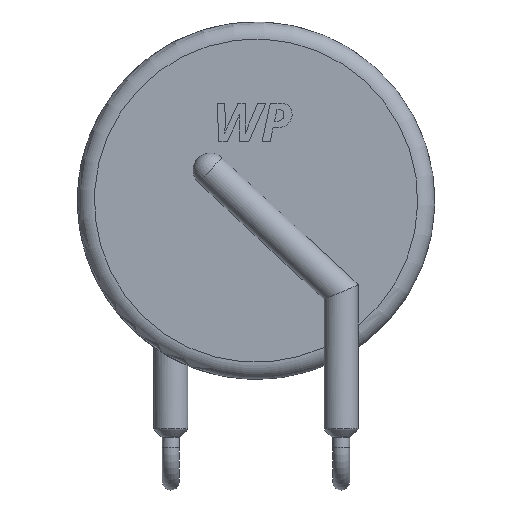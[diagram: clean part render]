
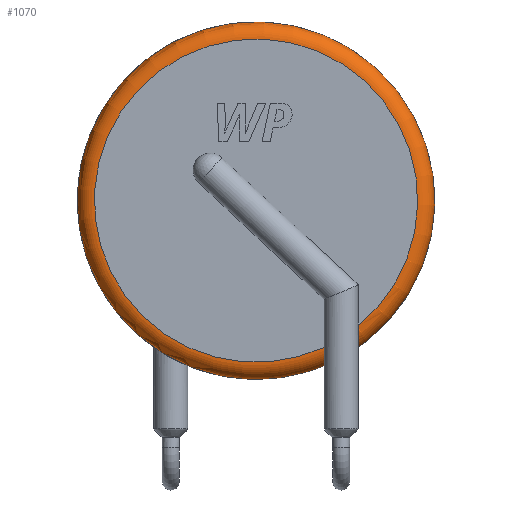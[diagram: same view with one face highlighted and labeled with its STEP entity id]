
A CAD part, front view. The second image highlights one B-rep face of the part: STEP entity #1070.
In plain terms, the highlighted toroidal (fillet/blend) face has major radius 9.5 mm and minor radius 1 mm.
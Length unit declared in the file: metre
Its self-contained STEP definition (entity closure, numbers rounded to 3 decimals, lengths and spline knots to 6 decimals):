
#44=TOROIDAL_SURFACE('',#1161,0.0095,0.001);
#259=B_SPLINE_CURVE_WITH_KNOTS('',3,(#1627,#1628,#1629,#1630,#1631,#1632,
#1633),.UNSPECIFIED.,.F.,.F.,(4,1,1,1,4),(0.,0.000549,0.001097,
0.001646,0.002194),.UNSPECIFIED.);
#260=B_SPLINE_CURVE_WITH_KNOTS('',3,(#1634,#1635,#1636,#1637,#1638,#1639,
#1640),.UNSPECIFIED.,.F.,.F.,(4,1,1,1,4),(0.,0.00064,0.001281,
0.001921,0.002562),.UNSPECIFIED.);
#405=ORIENTED_EDGE('',*,*,#678,.F.);
#406=ORIENTED_EDGE('',*,*,#616,.F.);
#407=ORIENTED_EDGE('',*,*,#677,.F.);
#408=ORIENTED_EDGE('',*,*,#652,.F.);
#616=EDGE_CURVE('',#768,#768,#872,.F.);
#652=EDGE_CURVE('',#804,#805,#873,.T.);
#677=EDGE_CURVE('',#805,#768,#259,.T.);
#678=EDGE_CURVE('',#768,#804,#260,.T.);
#768=VERTEX_POINT('',#1421);
#804=VERTEX_POINT('',#1517);
#805=VERTEX_POINT('',#1519);
#872=CIRCLE('',#1129,0.0105);
#873=CIRCLE('',#1131,0.0095);
#918=EDGE_LOOP('',(#405,#406,#407,#408));
#996=FACE_BOUND('',#918,.T.);
#1070=ADVANCED_FACE('',(#996),#44,.T.);
#1129=AXIS2_PLACEMENT_3D('',#1420,#1196,#1197);
#1131=AXIS2_PLACEMENT_3D('',#1518,#1223,#1224);
#1161=AXIS2_PLACEMENT_3D('',#1823,#1290,#1291);
#1196=DIRECTION('',(0.,-1.,0.));
#1197=DIRECTION('',(0.,0.,-1.));
#1223=DIRECTION('',(0.,-1.,0.));
#1224=DIRECTION('',(0.,0.,-1.));
#1290=DIRECTION('',(0.,-1.,0.));
#1291=DIRECTION('',(0.,0.,-1.));
#1420=CARTESIAN_POINT('',(0.005,-0.0011,0.014));
#1421=CARTESIAN_POINT('',(0.01,-0.0011,0.004767));
#1517=CARTESIAN_POINT('',(0.011,-0.0021,0.006635));
#1518=CARTESIAN_POINT('',(0.005,-0.0021,0.014));
#1519=CARTESIAN_POINT('',(0.009,-0.0021,0.005383));
#1627=CARTESIAN_POINT('',(0.009,-0.0021,0.005383));
#1628=CARTESIAN_POINT('',(0.009,-0.0021,0.005198));
#1629=CARTESIAN_POINT('',(0.008991,-0.002027,0.004832));
#1630=CARTESIAN_POINT('',(0.009079,-0.001594,0.004404));
#1631=CARTESIAN_POINT('',(0.009512,-0.001168,0.004505));
#1632=CARTESIAN_POINT('',(0.009837,-0.0011,0.004679));
#1633=CARTESIAN_POINT('',(0.01,-0.0011,0.004767));
#1634=CARTESIAN_POINT('',(0.01,-0.0011,0.004767));
#1635=CARTESIAN_POINT('',(0.010191,-0.0011,0.004871));
#1636=CARTESIAN_POINT('',(0.010563,-0.001211,0.005078));
#1637=CARTESIAN_POINT('',(0.010925,-0.001627,0.005451));
#1638=CARTESIAN_POINT('',(0.011007,-0.002014,0.005987));
#1639=CARTESIAN_POINT('',(0.011,-0.0021,0.006417));
#1640=CARTESIAN_POINT('',(0.011,-0.0021,0.006635));
#1823=CARTESIAN_POINT('',(0.005,-0.0011,0.014));
